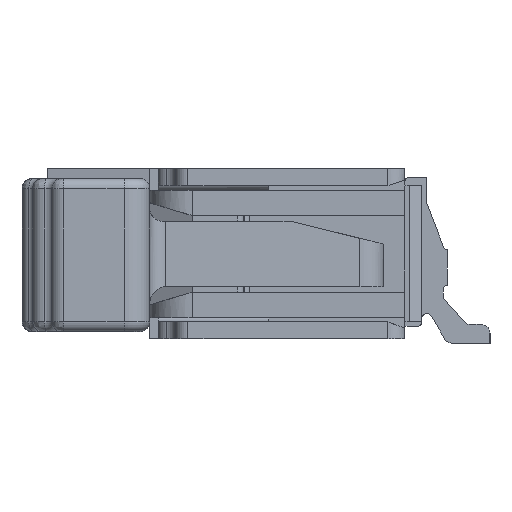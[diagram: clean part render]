
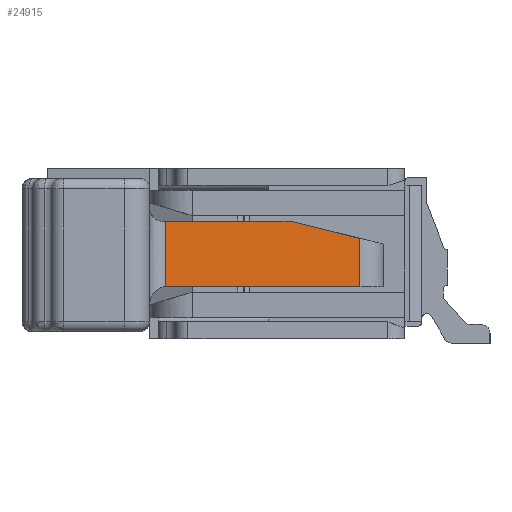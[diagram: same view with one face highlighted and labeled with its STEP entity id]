
A CAD part, left-side view. The second image highlights one B-rep face of the part: STEP entity #24915.
In plain terms, the highlighted planar face has unit normal (-0.997, -0.072, 0).
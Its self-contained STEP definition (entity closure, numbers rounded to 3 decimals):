
#17833=DIRECTION('',(-0.073,0.997,0.));
#17834=VECTOR('',#17833,1.468);
#17835=CARTESIAN_POINT('',(-16.685,-3.15,
0.385));
#17836=LINE('',#17835,#17834);
#17896=DIRECTION('',(0.073,-0.997,0.));
#17897=VECTOR('',#17896,2.278);
#17898=CARTESIAN_POINT('',(-16.79,-1.7,
-0.385));
#17899=LINE('',#17898,#17897);
#18001=DIRECTION('',(0.,0.,-1.));
#18002=VECTOR('',#18001,0.771);
#18003=CARTESIAN_POINT('',(-16.792,-1.685,
0.385));
#18004=LINE('',#18003,#18002);
#18009=DIRECTION('',(0.07,-0.969,-0.238));
#18010=VECTOR('',#18009,0.848);
#18011=CARTESIAN_POINT('',(-16.685,-3.15,
0.385));
#18012=LINE('',#18011,#18010);
#18013=CARTESIAN_POINT('',(-16.79,-1.7,
-0.385));
#18014=CARTESIAN_POINT('',(-16.791,-1.695,
-0.385));
#18015=CARTESIAN_POINT('',(-16.791,-1.69,
-0.385));
#18016=CARTESIAN_POINT('',(-16.792,-1.685,
-0.386));
#18026=DIRECTION('',(0.,0.,1.));
#18027=VECTOR('',#18026,0.568);
#18028=CARTESIAN_POINT('',(-16.625,-3.972,
-0.385));
#18029=LINE('',#18028,#18027);
#19228=CARTESIAN_POINT('',(-16.685,-3.15,
0.385));
#19229=VERTEX_POINT('',#19228);
#19230=CARTESIAN_POINT('',(-16.792,-1.685,
0.385));
#19231=VERTEX_POINT('',#19230);
#19252=CARTESIAN_POINT('',(-16.79,-1.7,
-0.385));
#19253=VERTEX_POINT('',#19252);
#19254=CARTESIAN_POINT('',(-16.625,-3.972,
-0.385));
#19255=VERTEX_POINT('',#19254);
#19280=CARTESIAN_POINT('',(-16.792,-1.685,
-0.386));
#19281=VERTEX_POINT('',#19280);
#19282=CARTESIAN_POINT('',(-16.625,-3.972,
0.183));
#19283=VERTEX_POINT('',#19282);
#24899=CARTESIAN_POINT('',(-16.708,-2.829,
0.));
#24900=DIRECTION('',(0.997,0.073,0.));
#24901=DIRECTION('',(0.073,-0.997,0.));
#24902=AXIS2_PLACEMENT_3D('',#24899,#24900,#24901);
#24903=PLANE('',#24902);
#24905=ORIENTED_EDGE('',*,*,#24904,.T.);
#24907=ORIENTED_EDGE('',*,*,#24906,.F.);
#24908=ORIENTED_EDGE('',*,*,#24784,.F.);
#24910=ORIENTED_EDGE('',*,*,#24909,.T.);
#24911=ORIENTED_EDGE('',*,*,#24890,.F.);
#24912=ORIENTED_EDGE('',*,*,#24707,.F.);
#24913=EDGE_LOOP('',(#24905,#24907,#24908,#24910,#24911,#24912));
#24914=FACE_OUTER_BOUND('',#24913,.F.);
#18017=B_SPLINE_CURVE_WITH_KNOTS('',3,(#18013,#18014,#18015,#18016),
.UNSPECIFIED.,.F.,.F.,(4,4),(0.,1.),.UNSPECIFIED.);
#24707=EDGE_CURVE('',#19229,#19231,#17836,.T.);
#24784=EDGE_CURVE('',#19253,#19255,#17899,.T.);
#24890=EDGE_CURVE('',#19231,#19281,#18004,.T.);
#24904=EDGE_CURVE('',#19229,#19283,#18012,.T.);
#24906=EDGE_CURVE('',#19255,#19283,#18029,.T.);
#24909=EDGE_CURVE('',#19253,#19281,#18017,.T.);
#24915=ADVANCED_FACE('',(#24914),#24903,.F.);
